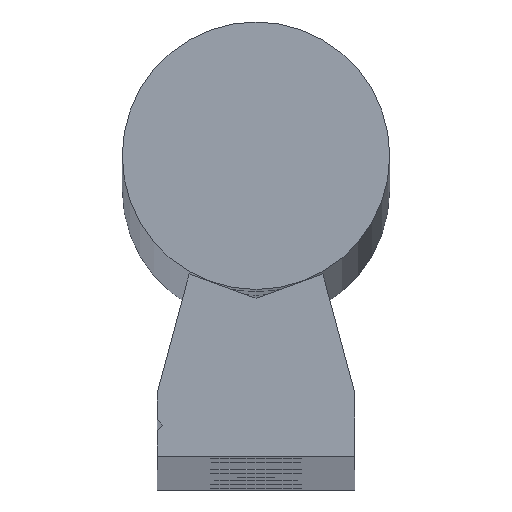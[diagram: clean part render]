
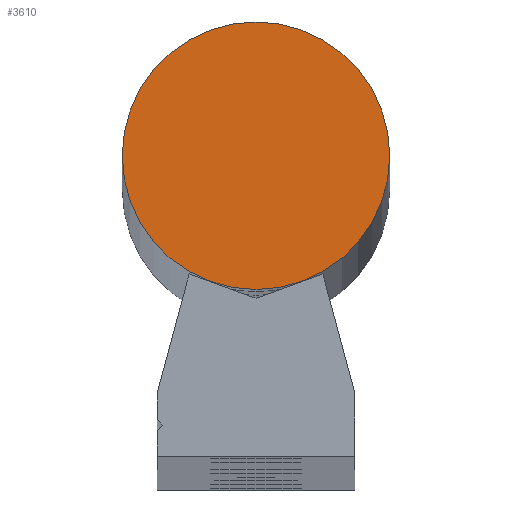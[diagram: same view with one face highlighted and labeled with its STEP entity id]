
A CAD part, top view. The second image highlights one B-rep face of the part: STEP entity #3610.
In plain terms, the highlighted planar face has unit normal (0, 0, 1).
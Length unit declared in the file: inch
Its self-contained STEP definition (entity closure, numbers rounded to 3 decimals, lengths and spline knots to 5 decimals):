
#284 = DIRECTION ( 'NONE',  ( 1., 0., 0. ) ) ;
#746 = CARTESIAN_POINT ( 'NONE',  ( 0., 0.562, 0. ) ) ;
#922 = FACE_OUTER_BOUND ( 'NONE', #1049, .T. ) ;
#1049 = EDGE_LOOP ( 'NONE', ( #1559, #3480 ) ) ;
#1479 = DIRECTION ( 'NONE',  ( 0., 0., 1. ) ) ;
#1484 = AXIS2_PLACEMENT_3D ( 'NONE', #746, #2213, #284 ) ;
#1552 = CIRCLE ( 'NONE', #1484, 0.25 ) ;
#1559 = ORIENTED_EDGE ( 'NONE', *, *, #3937, .T. ) ;
#1562 = AXIS2_PLACEMENT_3D ( 'NONE', #5061, #1479, #3593 ) ;
#2213 = DIRECTION ( 'NONE',  ( 0., 0., 1. ) ) ;
#3054 = CARTESIAN_POINT ( 'NONE',  ( 0., 0.562, 0. ) ) ;
#3063 = AXIS2_PLACEMENT_3D ( 'NONE', #3054, #5089, #3776 ) ;
#3480 = ORIENTED_EDGE ( 'NONE', *, *, #3825, .T. ) ;
#3593 = DIRECTION ( 'NONE',  ( 1., 0., 0. ) ) ;
#3610 = ADVANCED_FACE ( 'NONE', ( #922 ), #4076, .T. ) ;
#3776 = DIRECTION ( 'NONE',  ( 1., 0., 0. ) ) ;
#3810 = CIRCLE ( 'NONE', #1562, 0.25 ) ;
#3816 = VERTEX_POINT ( 'NONE', #3864 ) ;
#3825 = EDGE_CURVE ( 'NONE', #4479, #3816, #1552, .T. ) ;
#3864 = CARTESIAN_POINT ( 'NONE',  ( 0.25, 0.562, 0. ) ) ;
#3937 = EDGE_CURVE ( 'NONE', #3816, #4479, #3810, .T. ) ;
#3987 = CARTESIAN_POINT ( 'NONE',  ( -0.25, 0.562, 0. ) ) ;
#4076 = PLANE ( 'NONE',  #3063 ) ;
#4479 = VERTEX_POINT ( 'NONE', #3987 ) ;
#5061 = CARTESIAN_POINT ( 'NONE',  ( 0., 0.562, 0. ) ) ;
#5089 = DIRECTION ( 'NONE',  ( 0., 0., 1. ) ) ;
